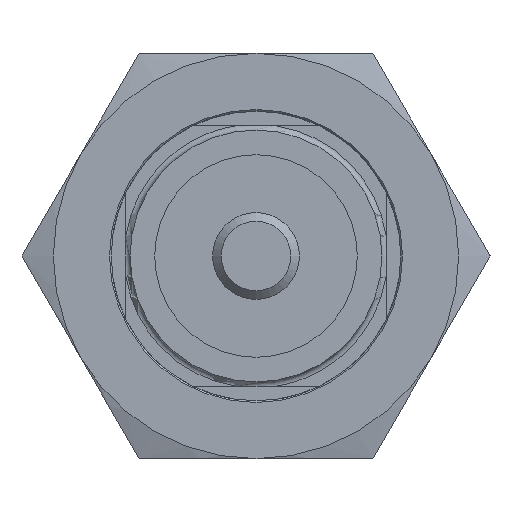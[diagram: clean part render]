
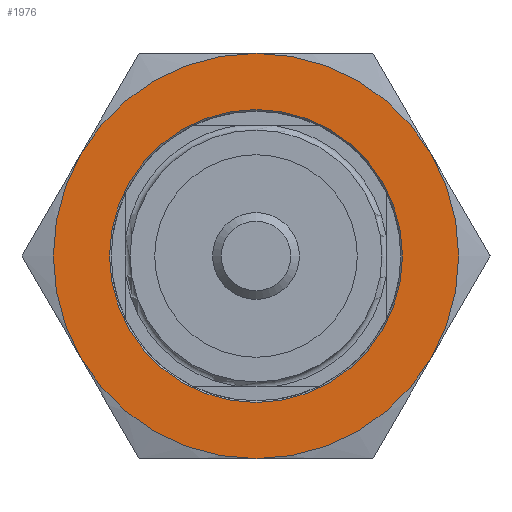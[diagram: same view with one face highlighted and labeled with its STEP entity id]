
A CAD part, left-side view. The second image highlights one B-rep face of the part: STEP entity #1976.
In plain terms, the highlighted planar face has unit normal (-1, 0, 0).
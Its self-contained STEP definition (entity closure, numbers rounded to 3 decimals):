
#308=CARTESIAN_POINT('',(14.5,0.0,5.059));
#309=VERTEX_POINT('',#308);
#310=CARTESIAN_POINT('',(14.5,0.0,0.0));
#311=DIRECTION('',(-1.0,0.0,0.0));
#312=DIRECTION('',(0.0,0.0,1.0));
#313=AXIS2_PLACEMENT_3D('',#310,#311,#312);
#314=CIRCLE('',#313,5.059);
#315=EDGE_CURVE('',#309,#309,#314,.T.);
#1599=CARTESIAN_POINT('',(14.5,6.062,-3.5));
#1600=VERTEX_POINT('',#1599);
#1646=CARTESIAN_POINT('',(14.5,0.,-7.));
#1647=VERTEX_POINT('',#1646);
#1684=CARTESIAN_POINT('',(14.5,6.062,3.5));
#1685=VERTEX_POINT('',#1684);
#1731=CARTESIAN_POINT('',(14.5,0.,7.));
#1732=VERTEX_POINT('',#1731);
#1778=CARTESIAN_POINT('',(14.5,-6.062,3.5));
#1779=VERTEX_POINT('',#1778);
#1824=CARTESIAN_POINT('',(14.5,-6.062,-3.5));
#1825=VERTEX_POINT('',#1824);
#1863=CARTESIAN_POINT('',(14.5,0.0,0.0));
#1864=DIRECTION('',(-1.0,0.0,0.0));
#1865=DIRECTION('',(0.0,0.0,-1.0));
#1866=AXIS2_PLACEMENT_3D('',#1863,#1864,#1865);
#1867=CIRCLE('',#1866,7.);
#1868=EDGE_CURVE('',#1685,#1600,#1867,.T.);
#1881=CARTESIAN_POINT('',(14.5,0.0,0.0));
#1882=DIRECTION('',(-1.0,0.0,0.0));
#1883=DIRECTION('',(0.0,0.0,-1.0));
#1884=AXIS2_PLACEMENT_3D('',#1881,#1882,#1883);
#1885=CIRCLE('',#1884,7.);
#1886=EDGE_CURVE('',#1600,#1647,#1885,.T.);
#1897=CARTESIAN_POINT('',(14.5,0.0,0.0));
#1898=DIRECTION('',(-1.0,0.0,0.0));
#1899=DIRECTION('',(0.0,0.0,-1.0));
#1900=AXIS2_PLACEMENT_3D('',#1897,#1898,#1899);
#1901=CIRCLE('',#1900,7.);
#1902=EDGE_CURVE('',#1647,#1825,#1901,.T.);
#1914=CARTESIAN_POINT('',(14.5,0.0,0.0));
#1915=DIRECTION('',(-1.0,0.0,0.0));
#1916=DIRECTION('',(0.0,0.0,-1.0));
#1917=AXIS2_PLACEMENT_3D('',#1914,#1915,#1916);
#1918=CIRCLE('',#1917,7.);
#1919=EDGE_CURVE('',#1732,#1685,#1918,.T.);
#1931=CARTESIAN_POINT('',(14.5,0.0,0.0));
#1932=DIRECTION('',(-1.0,0.0,0.0));
#1933=DIRECTION('',(0.0,0.0,-1.0));
#1934=AXIS2_PLACEMENT_3D('',#1931,#1932,#1933);
#1935=CIRCLE('',#1934,7.);
#1936=EDGE_CURVE('',#1779,#1732,#1935,.T.);
#1948=CARTESIAN_POINT('',(14.5,0.0,0.0));
#1949=DIRECTION('',(-1.0,0.0,0.0));
#1950=DIRECTION('',(0.0,0.0,-1.0));
#1951=AXIS2_PLACEMENT_3D('',#1948,#1949,#1950);
#1952=CIRCLE('',#1951,7.);
#1953=EDGE_CURVE('',#1825,#1779,#1952,.T.);
#1960=CARTESIAN_POINT('',(14.5,7.084,7.084));
#1961=DIRECTION('',(1.0,0.0,0.0));
#1962=DIRECTION('',(0.0,0.0,-1.0));
#1963=AXIS2_PLACEMENT_3D('',#1960,#1961,#1962);
#1964=PLANE('',#1963);
#1965=ORIENTED_EDGE('',*,*,#1902,.T.);
#1966=ORIENTED_EDGE('',*,*,#1953,.T.);
#1967=ORIENTED_EDGE('',*,*,#1936,.T.);
#1968=ORIENTED_EDGE('',*,*,#1919,.T.);
#1969=ORIENTED_EDGE('',*,*,#1868,.T.);
#1970=ORIENTED_EDGE('',*,*,#1886,.T.);
#1971=EDGE_LOOP('',(#1965,#1966,#1967,#1968,#1969,#1970));
#1972=FACE_OUTER_BOUND('',#1971,.T.);
#1973=ORIENTED_EDGE('',*,*,#315,.F.);
#1974=EDGE_LOOP('',(#1973));
#1975=FACE_BOUND('',#1974,.T.);
#1976=ADVANCED_FACE('',(#1972,#1975),#1964,.F.);
